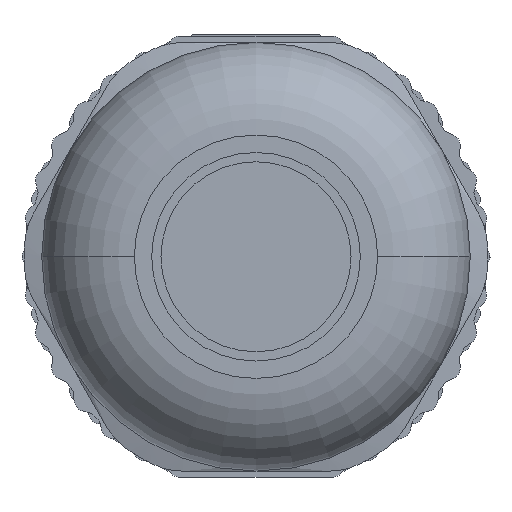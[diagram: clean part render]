
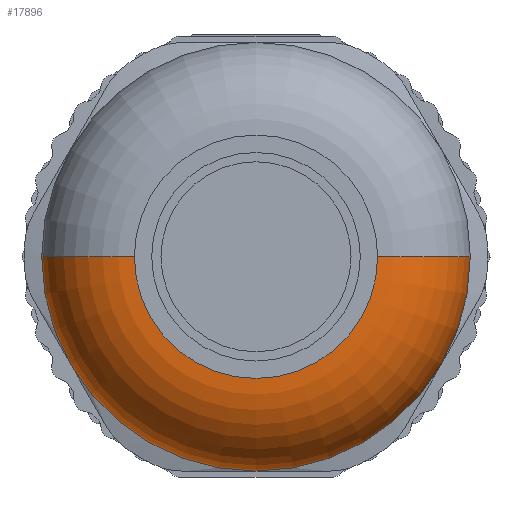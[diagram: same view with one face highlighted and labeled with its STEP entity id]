
A CAD part, left-side view. The second image highlights one B-rep face of the part: STEP entity #17896.
In plain terms, the highlighted toroidal (fillet/blend) face has major radius 5.25 mm and minor radius 4 mm.
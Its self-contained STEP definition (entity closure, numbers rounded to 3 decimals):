
#4950=CARTESIAN_POINT('',(-39.078,5.25,0.));
#4951=DIRECTION('',(0.,0.,1.));
#4952=DIRECTION('',(0.,1.,0.));
#4953=AXIS2_PLACEMENT_3D('',#4950,#4951,#4952);
#5123=CARTESIAN_POINT('',(-39.078,0.,-9.25));
#5139=CARTESIAN_POINT('',(-39.078,-8.011,-4.625));
#5159=CARTESIAN_POINT('',(-39.078,0.,0.));
#5160=DIRECTION('',(-1.,0.,0.));
#5161=DIRECTION('',(0.,0.,-1.));
#5162=AXIS2_PLACEMENT_3D('',#5159,#5160,#5161);
#5164=CARTESIAN_POINT('',(-39.078,0.,0.));
#5165=DIRECTION('',(-1.,0.,0.));
#5166=DIRECTION('',(0.,0.866,-0.5));
#5167=AXIS2_PLACEMENT_3D('',#5164,#5165,#5166);
#5169=CARTESIAN_POINT('',(-39.078,0.,0.));
#5170=DIRECTION('',(-1.,0.,0.));
#5171=DIRECTION('',(0.,1.,0.));
#5172=AXIS2_PLACEMENT_3D('',#5169,#5170,#5171);
#5174=CARTESIAN_POINT('',(-39.078,-5.25,0.));
#5175=DIRECTION('',(0.,0.,-1.));
#5176=DIRECTION('',(0.,-1.,0.));
#5177=AXIS2_PLACEMENT_3D('',#5174,#5175,#5176);
#5179=CARTESIAN_POINT('',(-39.078,0.,0.));
#5180=DIRECTION('',(-1.,0.,0.));
#5181=DIRECTION('',(0.,-0.866,-0.5));
#5182=AXIS2_PLACEMENT_3D('',#5179,#5180,#5181);
#5280=CARTESIAN_POINT('',(-39.078,8.011,-4.625));
#5300=CARTESIAN_POINT('',(-43.078,0.,0.));
#5301=DIRECTION('',(1.,0.,0.));
#5302=DIRECTION('',(0.,-1.,0.));
#5303=AXIS2_PLACEMENT_3D('',#5300,#5301,#5302);
#11471=CARTESIAN_POINT('',(-43.078,-5.25,0.));
#11472=CARTESIAN_POINT('',(-43.078,5.25,0.));
#11473=VERTEX_POINT('',#11471);
#11474=VERTEX_POINT('',#11472);
#11535=VERTEX_POINT('',#5139);
#11537=VERTEX_POINT('',#5123);
#11541=VERTEX_POINT('',#5280);
#11543=CARTESIAN_POINT('',(-39.078,9.25,0.));
#11544=VERTEX_POINT('',#11543);
#11545=CARTESIAN_POINT('',(-39.078,-9.25,0.));
#11546=VERTEX_POINT('',#11545);
#17879=CARTESIAN_POINT('',(-39.078,0.,0.));
#17880=DIRECTION('',(1.,0.,0.));
#17881=DIRECTION('',(0.,-1.,0.006));
#17882=AXIS2_PLACEMENT_3D('',#17879,#17880,#17881);
#17883=TOROIDAL_SURFACE('',#17882,5.25,4.);
#17884=ORIENTED_EDGE('',*,*,#17848,.F.);
#17886=ORIENTED_EDGE('',*,*,#17885,.F.);
#17888=ORIENTED_EDGE('',*,*,#17887,.F.);
#17889=ORIENTED_EDGE('',*,*,#17702,.T.);
#17891=ORIENTED_EDGE('',*,*,#17890,.F.);
#17892=ORIENTED_EDGE('',*,*,#17698,.F.);
#17893=ORIENTED_EDGE('',*,*,#17725,.F.);
#17894=EDGE_LOOP('',(#17884,#17886,#17888,#17889,#17891,#17892,#17893));
#17895=FACE_OUTER_BOUND('',#17894,.F.);
#17896=ADVANCED_FACE('',(#17895),#17883,.T.);
#4954=CIRCLE('',#4953,4.);
#5163=CIRCLE('',#5162,9.25);
#5168=CIRCLE('',#5167,9.25);
#5173=CIRCLE('',#5172,9.25);
#5178=CIRCLE('',#5177,4.);
#5183=CIRCLE('',#5182,9.25);
#5304=CIRCLE('',#5303,5.25);
#17698=EDGE_CURVE('',#11546,#11473,#5178,.T.);
#17702=EDGE_CURVE('',#11544,#11474,#4954,.T.);
#17725=EDGE_CURVE('',#11535,#11546,#5183,.T.);
#17848=EDGE_CURVE('',#11537,#11535,#5163,.T.);
#17885=EDGE_CURVE('',#11541,#11537,#5168,.T.);
#17887=EDGE_CURVE('',#11544,#11541,#5173,.T.);
#17890=EDGE_CURVE('',#11473,#11474,#5304,.T.);
